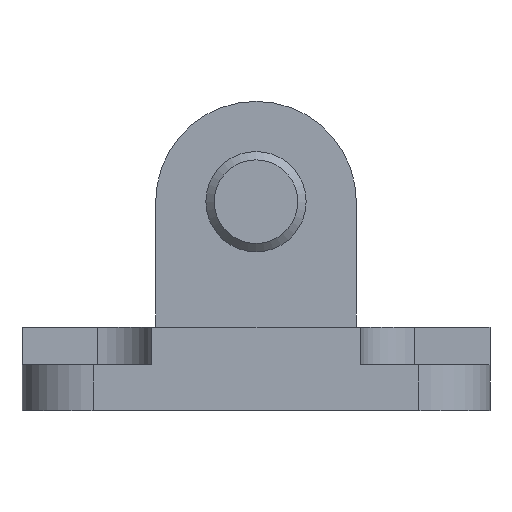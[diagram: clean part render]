
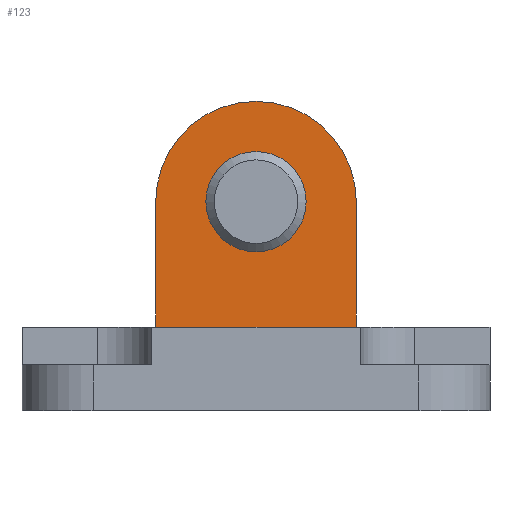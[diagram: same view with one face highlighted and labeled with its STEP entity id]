
A CAD part, left-side view. The second image highlights one B-rep face of the part: STEP entity #123.
In plain terms, the highlighted planar face has unit normal (-1, 0, 0).
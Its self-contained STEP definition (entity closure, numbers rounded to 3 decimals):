
#123 = ADVANCED_FACE( '', ( #264, #265 ), #266, .F. );
#264 = FACE_BOUND( '', #450, .T. );
#265 = FACE_OUTER_BOUND( '', #451, .T. );
#266 = PLANE( '', #452 );
#450 = EDGE_LOOP( '', ( #640 ) );
#451 = EDGE_LOOP( '', ( #641, #642, #643, #644 ) );
#452 = AXIS2_PLACEMENT_3D( '', #645, #646, #647 );
#640 = ORIENTED_EDGE( '', *, *, #1053, .T. );
#641 = ORIENTED_EDGE( '', *, *, #1054, .F. );
#642 = ORIENTED_EDGE( '', *, *, #1055, .F. );
#643 = ORIENTED_EDGE( '', *, *, #1056, .F. );
#644 = ORIENTED_EDGE( '', *, *, #1057, .F. );
#645 = CARTESIAN_POINT( '', ( -26., 0., 25. ) );
#646 = DIRECTION( '', ( 1., 0., 0. ) );
#647 = DIRECTION( '', ( 0., 0., -1. ) );
#1053 = EDGE_CURVE( '', #1231, #1231, #1232, .T. );
#1054 = EDGE_CURVE( '', #1233, #1234, #1235, .T. );
#1055 = EDGE_CURVE( '', #1236, #1233, #1237, .T. );
#1056 = EDGE_CURVE( '', #1238, #1236, #1239, .T. );
#1057 = EDGE_CURVE( '', #1234, #1238, #1240, .T. );
#1231 = VERTEX_POINT( '', #1482 );
#1232 = CIRCLE( '', #1483, 6. );
#1233 = VERTEX_POINT( '', #1484 );
#1234 = VERTEX_POINT( '', #1485 );
#1235 = LINE( '', #1486, #1487 );
#1236 = VERTEX_POINT( '', #1488 );
#1237 = LINE( '', #1489, #1490 );
#1238 = VERTEX_POINT( '', #1491 );
#1239 = LINE( '', #1492, #1493 );
#1240 = CIRCLE( '', #1494, 12. );
#1482 = CARTESIAN_POINT( '', ( -26., 0., 19. ) );
#1483 = AXIS2_PLACEMENT_3D( '', #1795, #1796, #1797 );
#1484 = CARTESIAN_POINT( '', ( -26., 12., 10. ) );
#1485 = CARTESIAN_POINT( '', ( -26., 12., 25. ) );
#1486 = CARTESIAN_POINT( '', ( -26., 12., 10. ) );
#1487 = VECTOR( '', #1798, 1000. );
#1488 = CARTESIAN_POINT( '', ( -26., -12., 10. ) );
#1489 = CARTESIAN_POINT( '', ( -26., -12., 10. ) );
#1490 = VECTOR( '', #1799, 1000. );
#1491 = CARTESIAN_POINT( '', ( -26., -12., 25. ) );
#1492 = CARTESIAN_POINT( '', ( -26., -12., 25. ) );
#1493 = VECTOR( '', #1800, 1000. );
#1494 = AXIS2_PLACEMENT_3D( '', #1801, #1802, #1803 );
#1795 = CARTESIAN_POINT( '', ( -26., 0., 25. ) );
#1796 = DIRECTION( '', ( 1., 0., 0. ) );
#1797 = DIRECTION( '', ( 0., 0., -1. ) );
#1798 = DIRECTION( '', ( 0., 0., 1. ) );
#1799 = DIRECTION( '', ( 0., 1., 0. ) );
#1800 = DIRECTION( '', ( 0., 0., -1. ) );
#1801 = CARTESIAN_POINT( '', ( -26., 0., 25. ) );
#1802 = DIRECTION( '', ( 1., 0., 0. ) );
#1803 = DIRECTION( '', ( 0., 0., -1. ) );
